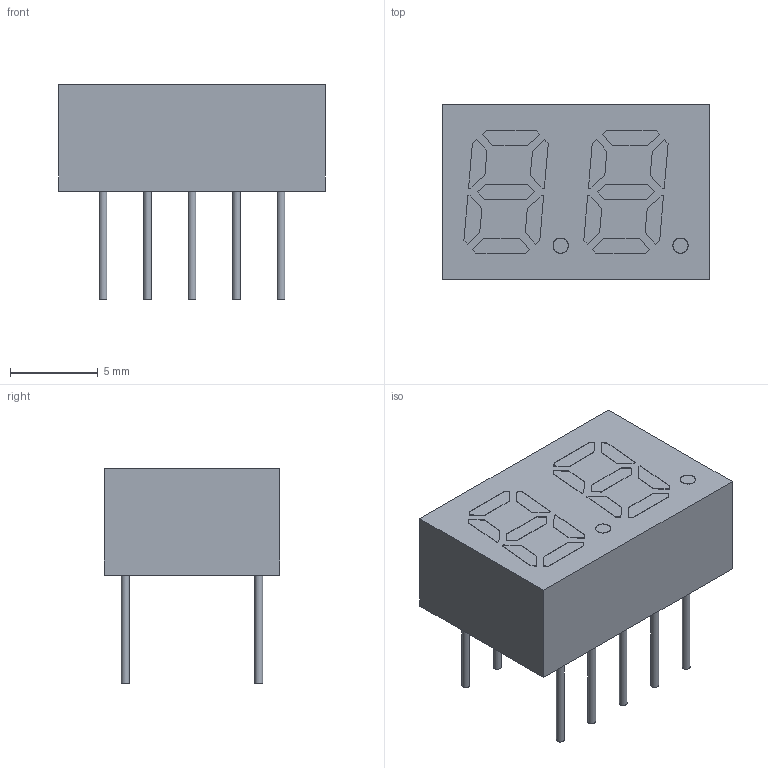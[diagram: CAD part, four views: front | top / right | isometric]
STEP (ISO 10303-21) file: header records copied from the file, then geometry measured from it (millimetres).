
FILE_DESCRIPTION(/* description */ (''),/* implementation_level */ '2;1');
FILE_NAME(/* name */ '7SEG.step',/* time_stamp */ '2023-10-24T02:58:07+09:00',/* author */ (''),/* organization */ (''),/* preprocessor_version */ 'ST-DEVELOPER v20',/* originating_system */ 'Autodesk Translation Framework v12.14.0.127',/* authorisation */ '');
FILE_SCHEMA (('AUTOMOTIVE_DESIGN { 1 0 10303 214 3 1 1 }'));
Length unit declared in the file: millimetre
Products named in the file (1): 7SEG
Bounding box: 15.2 x 10 x 12.3 mm (x, y, z)
Volume: 938.3 mm3; surface area: 971.3 mm2
Topology: 28 solids, 28 shells, 341 faces, 807 edges, 538 vertices
Faces by surface type: plane 267, bspline 64, cylinder 10
Full cylindrical faces by diameter (mm): 0.45 x10
Entity records: 10335 total; most frequent: CARTESIAN_POINT 2775, ORIENTED_EDGE 1614, DIRECTION 1255, EDGE_CURVE 807, LINE 659, VECTOR 659, VERTEX_POINT 538, EDGE_LOOP 357
